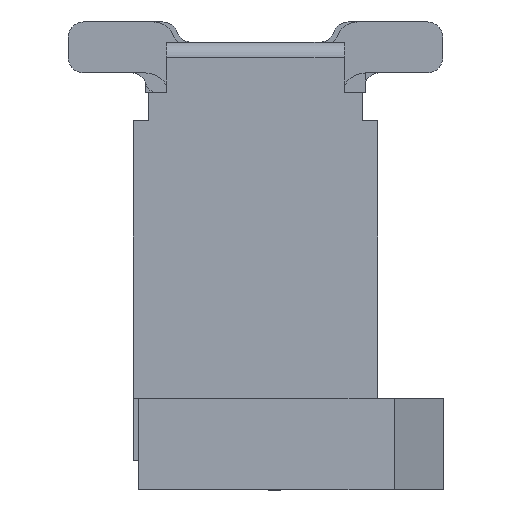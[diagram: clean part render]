
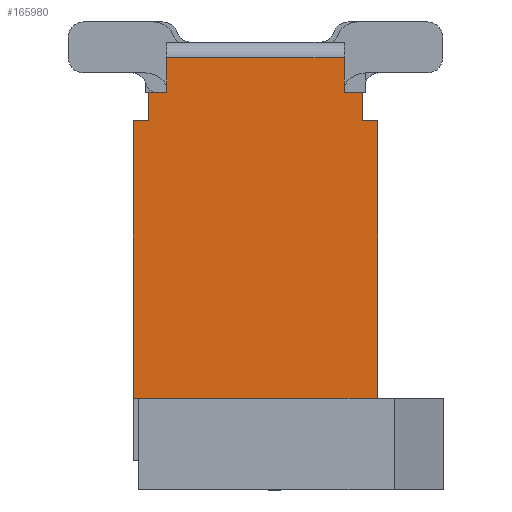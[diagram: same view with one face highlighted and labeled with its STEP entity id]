
A CAD part, left-side view. The second image highlights one B-rep face of the part: STEP entity #165980.
In plain terms, the highlighted planar face has unit normal (-1, 0, 0).
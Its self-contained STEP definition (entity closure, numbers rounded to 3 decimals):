
#1120=CARTESIAN_POINT('',(54.145,40.587,2.73));
#1130=DIRECTION('',(0.,1.,-0.));
#1140=VECTOR('',#1130,1.);
#1150=LINE('',#1120,#1140);
#1160=CARTESIAN_POINT('',(54.145,58.487,2.73));
#1170=VERTEX_POINT('',#1160);
#1180=CARTESIAN_POINT('',(54.145,58.637,2.73));
#1190=VERTEX_POINT('',#1180);
#1200=EDGE_CURVE('',#1170,#1190,#1150,.T.);
#7350=CARTESIAN_POINT('',(54.145,58.637,0.));
#7360=DIRECTION('',(0.,-0.,1.));
#7370=VECTOR('',#7360,1.);
#7380=LINE('',#7350,#7370);
#7390=CARTESIAN_POINT('',(54.145,58.637,0.));
#7400=VERTEX_POINT('',#7390);
#7410=EDGE_CURVE('',#7400,#1190,#7380,.T.);
#49830=CARTESIAN_POINT('',(54.145,56.387,0.));
#49840=DIRECTION('',(0.,0.,-1.));
#49850=VECTOR('',#49840,1.);
#49860=LINE('',#49830,#49850);
#49870=CARTESIAN_POINT('',(54.145,56.387,3.01));
#49880=VERTEX_POINT('',#49870);
#49890=CARTESIAN_POINT('',(54.145,56.387,2.73));
#49900=VERTEX_POINT('',#49890);
#49910=EDGE_CURVE('',#49880,#49900,#49860,.T.);
#52960=CARTESIAN_POINT('',(54.145,40.587,2.73));
#52970=DIRECTION('',(0.,1.,-0.));
#52980=VECTOR('',#52970,1.);
#52990=LINE('',#52960,#52980);
#53000=CARTESIAN_POINT('',(54.145,56.237,2.73));
#53010=VERTEX_POINT('',#53000);
#53020=EDGE_CURVE('',#53010,#49900,#52990,.T.);
#163920=CARTESIAN_POINT('',(54.145,58.307,3.01));
#163930=VERTEX_POINT('',#163920);
#163960=CARTESIAN_POINT('',(54.145,40.587,3.01));
#163970=DIRECTION('',(0.,1.,0.));
#163980=VECTOR('',#163970,1.);
#163990=LINE('',#163960,#163980);
#164000=CARTESIAN_POINT('',(54.145,58.487,3.01));
#164010=VERTEX_POINT('',#164000);
#164020=EDGE_CURVE('',#163930,#164010,#163990,.T.);
#165280=CARTESIAN_POINT('',(54.145,56.237,0.));
#165290=DIRECTION('',(1.,-0.,0.));
#165300=DIRECTION('',(0.,0.,-1.));
#165310=AXIS2_PLACEMENT_3D('',#165280,#165290,#165300);
#165320=PLANE('',#165310);
#165330=CARTESIAN_POINT('',(54.145,56.567,0.));
#165340=DIRECTION('',(0.,0.,1.));
#165350=VECTOR('',#165340,1.);
#165360=LINE('',#165330,#165350);
#165370=CARTESIAN_POINT('',(54.145,56.567,3.01));
#165380=VERTEX_POINT('',#165370);
#165390=CARTESIAN_POINT('',(54.145,56.567,3.35));
#165400=VERTEX_POINT('',#165390);
#165410=EDGE_CURVE('',#165380,#165400,#165360,.T.);
#165420=ORIENTED_EDGE('',*,*,#165410,.T.);
#165430=CARTESIAN_POINT('',(54.145,40.587,3.01));
#165440=DIRECTION('',(0.,-1.,0.));
#165450=VECTOR('',#165440,1.);
#165460=LINE('',#165430,#165450);
#165470=EDGE_CURVE('',#165380,#49880,#165460,.T.);
#165480=ORIENTED_EDGE('',*,*,#165470,.F.);
#165490=ORIENTED_EDGE('',*,*,#49910,.F.);
#165500=ORIENTED_EDGE('',*,*,#53020,.T.);
#165510=CARTESIAN_POINT('',(54.145,56.237,0.));
#165520=DIRECTION('',(0.,0.,-1.));
#165530=VECTOR('',#165520,1.);
#165540=LINE('',#165510,#165530);
#165550=CARTESIAN_POINT('',(54.145,56.237,0.));
#165560=VERTEX_POINT('',#165550);
#165570=EDGE_CURVE('',#53010,#165560,#165540,.T.);
#165580=ORIENTED_EDGE('',*,*,#165570,.F.);
#165590=CARTESIAN_POINT('',(54.145,40.587,0.));
#165600=DIRECTION('',(0.,-1.,0.));
#165610=VECTOR('',#165600,1.);
#165620=LINE('',#165590,#165610);
#165630=CARTESIAN_POINT('',(54.145,58.587,0.));
#165640=VERTEX_POINT('',#165630);
#165650=EDGE_CURVE('',#165640,#165560,#165620,.T.);
#165660=ORIENTED_EDGE('',*,*,#165650,.T.);
#165670=CARTESIAN_POINT('',(54.145,40.587,0.));
#165680=DIRECTION('',(0.,1.,-0.));
#165690=VECTOR('',#165680,1.);
#165700=LINE('',#165670,#165690);
#165710=EDGE_CURVE('',#165640,#7400,#165700,.T.);
#165720=ORIENTED_EDGE('',*,*,#165710,.F.);
#165730=ORIENTED_EDGE('',*,*,#7410,.F.);
#165740=ORIENTED_EDGE('',*,*,#1200,.T.);
#165750=CARTESIAN_POINT('',(54.145,58.487,0.));
#165760=DIRECTION('',(0.,0.,1.));
#165770=VECTOR('',#165760,1.);
#165780=LINE('',#165750,#165770);
#165790=EDGE_CURVE('',#1170,#164010,#165780,.T.);
#165800=ORIENTED_EDGE('',*,*,#165790,.F.);
#165810=ORIENTED_EDGE('',*,*,#164020,.T.);
#165820=CARTESIAN_POINT('',(54.145,58.307,0.));
#165830=DIRECTION('',(0.,0.,-1.));
#165840=VECTOR('',#165830,1.);
#165850=LINE('',#165820,#165840);
#165860=CARTESIAN_POINT('',(54.145,58.307,3.35));
#165870=VERTEX_POINT('',#165860);
#165880=EDGE_CURVE('',#165870,#163930,#165850,.T.);
#165890=ORIENTED_EDGE('',*,*,#165880,.T.);
#165900=CARTESIAN_POINT('',(54.145,40.587,3.35));
#165910=DIRECTION('',(0.,1.,0.));
#165920=VECTOR('',#165910,1.);
#165930=LINE('',#165900,#165920);
#165940=EDGE_CURVE('',#165400,#165870,#165930,.T.);
#165950=ORIENTED_EDGE('',*,*,#165940,.T.);
#165960=EDGE_LOOP('',(#165950,#165890,#165810,#165800,#165740,#165730,
#165720,#165660,#165580,#165500,#165490,#165480,#165420));
#165970=FACE_OUTER_BOUND('',#165960,.T.);
#165980=ADVANCED_FACE('',(#165970),#165320,.F.);
